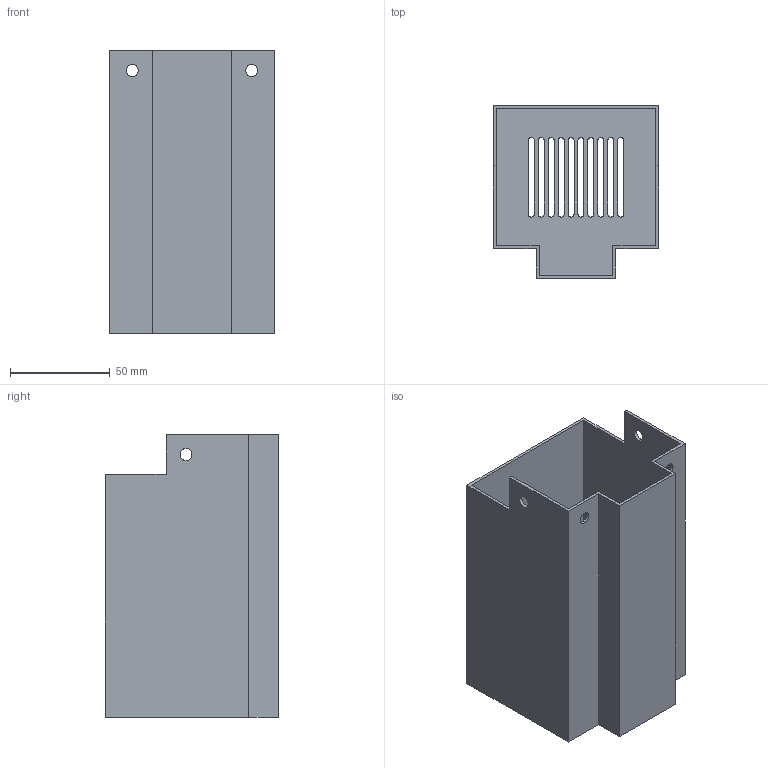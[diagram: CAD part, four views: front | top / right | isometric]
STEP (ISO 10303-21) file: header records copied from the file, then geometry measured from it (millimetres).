
FILE_DESCRIPTION(('HOOPS Exchange Step'),'2;1');
FILE_NAME('temp_export','2025-01-23T14:52:46+02:00',('cliffcheney'),('Shapr3D Limited'),'HOOPS Exchange 2024.6','Shapr3D','Authorized');
FILE_SCHEMA( ('AP242_MANAGED_MODEL_BASED_3D_ENGINEERING_MIM_LF {1 0 10303 442 1 1 4 }') );
Length unit declared in the file: millimetre
Products named in the file (1): Motor Cover - 1x BLACK
Bounding box: 83 x 87 x 142 mm (x, y, z)
Volume: 74083.8 mm3; surface area: 100712.9 mm2
Topology: 1 solids, 1 shells, 66 faces, 195 edges, 131 vertices
Faces by surface type: plane 42, cylinder 24
Full cylindrical faces by diameter (mm): 6 x4
Entity records: 2306 total; most frequent: CARTESIAN_POINT 394, ORIENTED_EDGE 390, DIRECTION 382, EDGE_CURVE 195, VECTOR 144, LINE 144, VERTEX_POINT 131, AXIS2_PLACEMENT_3D 119
